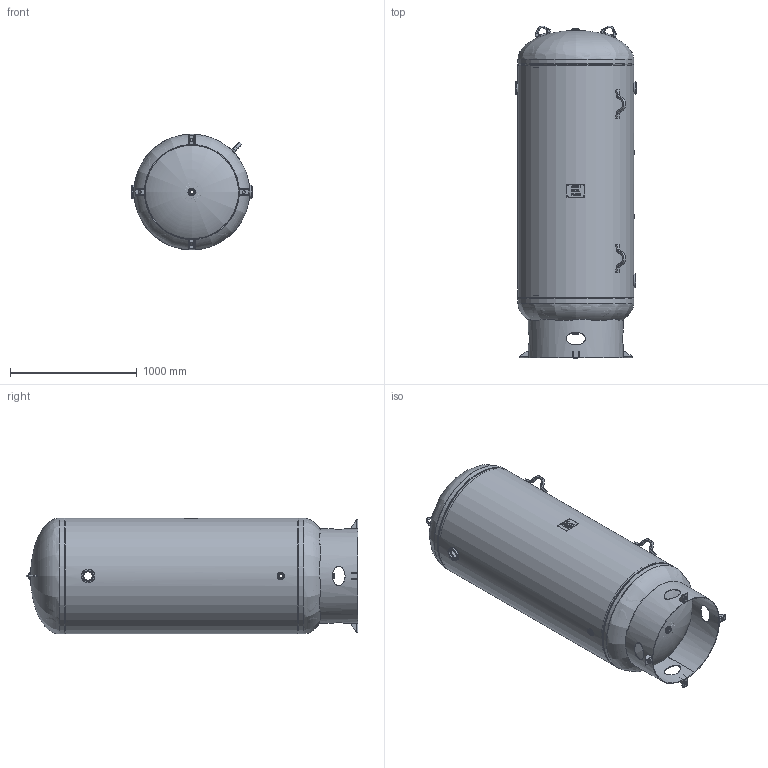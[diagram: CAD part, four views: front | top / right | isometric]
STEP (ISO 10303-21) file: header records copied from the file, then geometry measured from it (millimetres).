
FILE_DESCRIPTION(/* description */ ('36 X 93 165# VERT ASME STOCK 400 GAL W/3" IN/OUTLET'),/* implementation_level */ '2;1');
FILE_NAME(/* name */ 'SPVG_A10055.stp',/* time_stamp */ '2021-02-06T09:30:01-06:00',/* author */ ('kim.thoune'),/* organization */ ('STEEL FAB IF WE MAKE IT, VENDOR IF WE DON''T'),/* preprocessor_version */ 'ST-DEVELOPER v17.2',/* originating_system */ 'Autodesk Inventor 2019',/* authorisation */ 'CHECKERS BOSS');
FILE_SCHEMA (('CONFIG_CONTROL_DESIGN'));
Length unit declared in the file: inch
Products named in the file (19): A10055; 37-2188; 37-2073; A10055-2HD; 910-591; A10055-3HD; 910-591_1; F102501; F100250; F100500; S102192; S102192-1; S101519-P; 60-140; 64-053; F101000; F103001; 67-8548; 64-784
Assembly tree (26 placements, depth 3):
  A10055
    37-2188
      37-2073
    A10055-2HD
      910-591
    A10055-3HD
      910-591_1
    F102501
    F103001  x2
    F101000  x3
    F100250
    F100500
    S102192
      S102192-1
      S101519-P  x4
    60-140
      64-053
    67-8548  x2
    64-784  x2
Bounding box: 953.72 x 2623.69 x 916.22 mm (x, y, z)
Volume: 40289852.9 mm3; surface area: 16439755 mm2
Topology: 21 solids, 21 shells, 513 faces, 1407 edges, 960 vertices
Faces by surface type: plane 277, cylinder 109, bspline 72, torus 44, cone 11
Full cylindrical faces by diameter (mm): 6.35 x4, 11.455 x1, 12.7 x2, 18.644 x1, 26.175 x1, 26.987 x1, 30.302 x3, 30.95 x1, 43.256 x3, 44.45 x3, 46.037 x3, 60.325 x3, 65.481 x1, 79.375 x1, 80.962 x1, 82.55 x2, 95.25 x1, 96.837 x2, 98.412 x2, 107.95 x2, 739.8 x1, 749.3 x1, 896.252 x2, 905.205 x2, 905.447 x2, 905.459 x1, 914.4 x2, 915.619 x1
Entity records: 16461 total; most frequent: CARTESIAN_POINT 6258, ORIENTED_EDGE 2066, DIRECTION 1847, EDGE_CURVE 1033, VERTEX_POINT 707, AXIS2_PLACEMENT_3D 636, LINE 575, VECTOR 575
